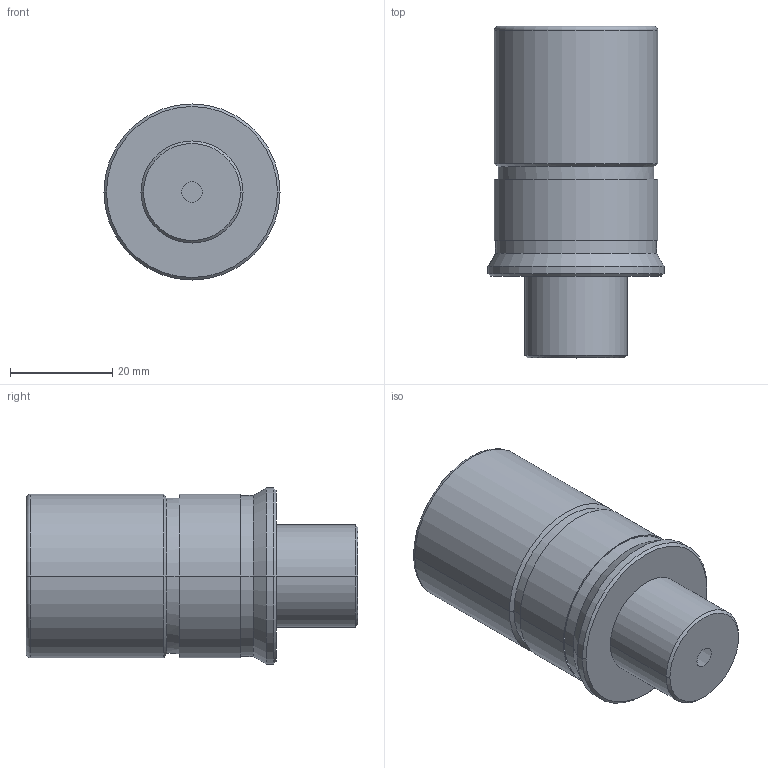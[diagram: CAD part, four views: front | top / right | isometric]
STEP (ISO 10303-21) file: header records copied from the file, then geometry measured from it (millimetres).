
FILE_DESCRIPTION((''),'2;1');
FILE_NAME('23611-MOD_SW0001','2019-02-11T',('046'),(''),'CREO PARAMETRIC BY PTC INC, 2016260','CREO PARAMETRIC BY PTC INC, 2016260','');
FILE_SCHEMA(('CONFIG_CONTROL_DESIGN'));
Length unit declared in the file: millimetre
Products named in the file (1): 23611-MOD_SW0001
Bounding box: 34.5 x 65 x 34.5 mm (x, y, z)
Surface area: 7652.9 mm2 (no closed solid volume)
Topology: 0 solids, 3 shells, 25 faces, 59 edges, 37 vertices
Faces by surface type: cylinder 12, cone 8, plane 3, torus 2
Entity records: 785 total; most frequent: CARTESIAN_POINT 162, DIRECTION 138, ORIENTED_EDGE 102, AXIS2_PLACEMENT_3D 60, EDGE_CURVE 59, VERTEX_POINT 37, CIRCLE 35, EDGE_LOOP 27
